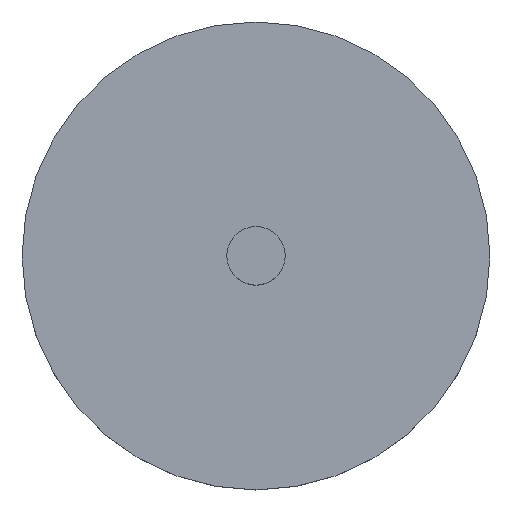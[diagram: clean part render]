
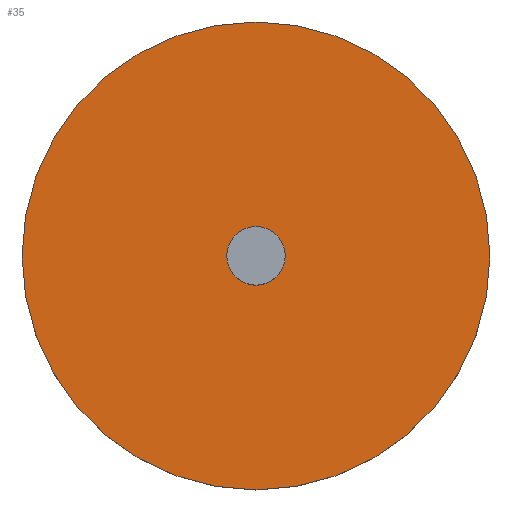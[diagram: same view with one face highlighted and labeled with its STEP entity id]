
A CAD part, top view. The second image highlights one B-rep face of the part: STEP entity #35.
In plain terms, the highlighted planar face has unit normal (0, 0, 1).
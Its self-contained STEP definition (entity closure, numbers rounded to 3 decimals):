
#1 = ORIENTED_EDGE ( 'NONE', *, *, #205, .T. ) ;
#9 = DIRECTION ( 'NONE',  ( 1., 0., 0. ) ) ;
#16 = CIRCLE ( 'NONE', #184, 20. ) ;
#21 = EDGE_CURVE ( 'NONE', #135, #194, #48, .T. ) ;
#27 = DIRECTION ( 'NONE',  ( 1., 0., 0. ) ) ;
#35 = ADVANCED_FACE ( 'NONE', ( #168, #65 ), #40, .T. ) ;
#40 = PLANE ( 'NONE',  #234 ) ;
#42 = EDGE_LOOP ( 'NONE', ( #134, #1 ) ) ;
#45 = DIRECTION ( 'NONE',  ( 0., 0., 1. ) ) ;
#48 = CIRCLE ( 'NONE', #82, 2.5 ) ;
#49 = EDGE_CURVE ( 'NONE', #194, #135, #199, .T. ) ;
#51 = CIRCLE ( 'NONE', #144, 20. ) ;
#65 = FACE_OUTER_BOUND ( 'NONE', #42, .T. ) ;
#67 = CARTESIAN_POINT ( 'NONE',  ( 2.5, 0., 5. ) ) ;
#70 = CARTESIAN_POINT ( 'NONE',  ( 0., 0., 5. ) ) ;
#80 = CARTESIAN_POINT ( 'NONE',  ( 0., 0., 5. ) ) ;
#82 = AXIS2_PLACEMENT_3D ( 'NONE', #83, #155, #170 ) ;
#83 = CARTESIAN_POINT ( 'NONE',  ( 0., 0., 5. ) ) ;
#109 = DIRECTION ( 'NONE',  ( 0., 0., 1. ) ) ;
#118 = CARTESIAN_POINT ( 'NONE',  ( 0., 0., 5. ) ) ;
#123 = CARTESIAN_POINT ( 'NONE',  ( 0., 0., 5. ) ) ;
#134 = ORIENTED_EDGE ( 'NONE', *, *, #165, .T. ) ;
#135 = VERTEX_POINT ( 'NONE', #67 ) ;
#142 = CARTESIAN_POINT ( 'NONE',  ( 20., 0., 5. ) ) ;
#144 = AXIS2_PLACEMENT_3D ( 'NONE', #70, #109, #9 ) ;
#155 = DIRECTION ( 'NONE',  ( 0., 0., 1. ) ) ;
#163 = CARTESIAN_POINT ( 'NONE',  ( -2.5, 0., 5. ) ) ;
#164 = AXIS2_PLACEMENT_3D ( 'NONE', #80, #45, #216 ) ;
#165 = EDGE_CURVE ( 'NONE', #229, #215, #16, .T. ) ;
#168 = FACE_BOUND ( 'NONE', #217, .T. ) ;
#170 = DIRECTION ( 'NONE',  ( 1., 0., 0. ) ) ;
#184 = AXIS2_PLACEMENT_3D ( 'NONE', #123, #245, #27 ) ;
#188 = ORIENTED_EDGE ( 'NONE', *, *, #49, .F. ) ;
#190 = DIRECTION ( 'NONE',  ( 1., 0., 0. ) ) ;
#194 = VERTEX_POINT ( 'NONE', #163 ) ;
#199 = CIRCLE ( 'NONE', #164, 2.5 ) ;
#200 = CARTESIAN_POINT ( 'NONE',  ( -20., 0., 5. ) ) ;
#205 = EDGE_CURVE ( 'NONE', #215, #229, #51, .T. ) ;
#210 = ORIENTED_EDGE ( 'NONE', *, *, #21, .F. ) ;
#212 = DIRECTION ( 'NONE',  ( 0., 0., 1. ) ) ;
#215 = VERTEX_POINT ( 'NONE', #142 ) ;
#216 = DIRECTION ( 'NONE',  ( 1., 0., 0. ) ) ;
#217 = EDGE_LOOP ( 'NONE', ( #188, #210 ) ) ;
#229 = VERTEX_POINT ( 'NONE', #200 ) ;
#234 = AXIS2_PLACEMENT_3D ( 'NONE', #118, #212, #190 ) ;
#245 = DIRECTION ( 'NONE',  ( 0., 0., 1. ) ) ;
